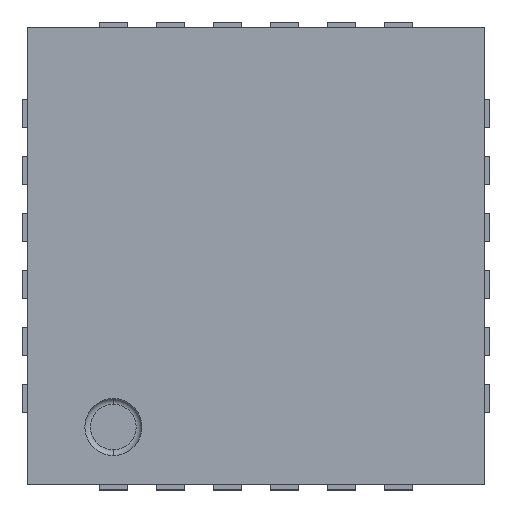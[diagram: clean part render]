
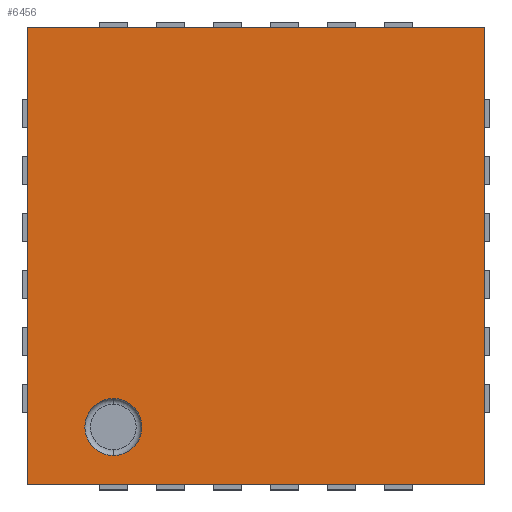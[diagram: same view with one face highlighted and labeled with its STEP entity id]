
A CAD part, top view. The second image highlights one B-rep face of the part: STEP entity #6456.
In plain terms, the highlighted planar face has unit normal (0, 0, 1).
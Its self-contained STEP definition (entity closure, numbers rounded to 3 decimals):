
#6303 = VERTEX_POINT('',#6304);
#6304 = CARTESIAN_POINT('',(-1.25,-1.75,1.));
#6311 = EDGE_CURVE('',#6312,#6303,#6314,.T.);
#6312 = VERTEX_POINT('',#6313);
#6313 = CARTESIAN_POINT('',(-1.25,-1.25,1.));
#6314 = CIRCLE('',#6315,0.25);
#6315 = AXIS2_PLACEMENT_3D('',#6316,#6317,#6318);
#6316 = CARTESIAN_POINT('',(-1.25,-1.5,1.));
#6317 = DIRECTION('',(0.,0.,1.));
#6318 = DIRECTION('',(0.,-1.,0.));
#6347 = VERTEX_POINT('',#6348);
#6348 = CARTESIAN_POINT('',(-2.,-2.,1.));
#6354 = EDGE_CURVE('',#6355,#6347,#6357,.T.);
#6355 = VERTEX_POINT('',#6356);
#6356 = CARTESIAN_POINT('',(-2.,2.,1.));
#6357 = LINE('',#6358,#6359);
#6358 = CARTESIAN_POINT('',(-2.,-2.,1.));
#6359 = VECTOR('',#6360,1.);
#6360 = DIRECTION('',(0.,-1.,0.));
#6385 = VERTEX_POINT('',#6386);
#6386 = CARTESIAN_POINT('',(2.,-2.,1.));
#6392 = EDGE_CURVE('',#6347,#6385,#6393,.T.);
#6393 = LINE('',#6394,#6395);
#6394 = CARTESIAN_POINT('',(2.,-2.,1.));
#6395 = VECTOR('',#6396,1.);
#6396 = DIRECTION('',(1.,0.,0.));
#6416 = VERTEX_POINT('',#6417);
#6417 = CARTESIAN_POINT('',(2.,2.,1.));
#6423 = EDGE_CURVE('',#6385,#6416,#6424,.T.);
#6424 = LINE('',#6425,#6426);
#6425 = CARTESIAN_POINT('',(2.,-2.,1.));
#6426 = VECTOR('',#6427,1.);
#6427 = DIRECTION('',(0.,1.,0.));
#6445 = EDGE_CURVE('',#6416,#6355,#6446,.T.);
#6446 = LINE('',#6447,#6448);
#6447 = CARTESIAN_POINT('',(2.,2.,1.));
#6448 = VECTOR('',#6449,1.);
#6449 = DIRECTION('',(-1.,0.,0.));
#6456 = ADVANCED_FACE('',(#6457,#6467),#6473,.T.);
#6457 = FACE_BOUND('',#6458,.T.);
#6458 = EDGE_LOOP('',(#6459,#6466));
#6459 = ORIENTED_EDGE('',*,*,#6460,.F.);
#6460 = EDGE_CURVE('',#6303,#6312,#6461,.T.);
#6461 = CIRCLE('',#6462,0.25);
#6462 = AXIS2_PLACEMENT_3D('',#6463,#6464,#6465);
#6463 = CARTESIAN_POINT('',(-1.25,-1.5,1.));
#6464 = DIRECTION('',(0.,0.,1.));
#6465 = DIRECTION('',(0.,-1.,0.));
#6466 = ORIENTED_EDGE('',*,*,#6311,.F.);
#6467 = FACE_BOUND('',#6468,.T.);
#6468 = EDGE_LOOP('',(#6469,#6470,#6471,#6472));
#6469 = ORIENTED_EDGE('',*,*,#6354,.T.);
#6470 = ORIENTED_EDGE('',*,*,#6392,.T.);
#6471 = ORIENTED_EDGE('',*,*,#6423,.T.);
#6472 = ORIENTED_EDGE('',*,*,#6445,.T.);
#6473 = PLANE('',#6474);
#6474 = AXIS2_PLACEMENT_3D('',#6475,#6476,#6477);
#6475 = CARTESIAN_POINT('',(0.,0.,1.));
#6476 = DIRECTION('',(0.,0.,1.));
#6477 = DIRECTION('',(0.,-1.,0.));
